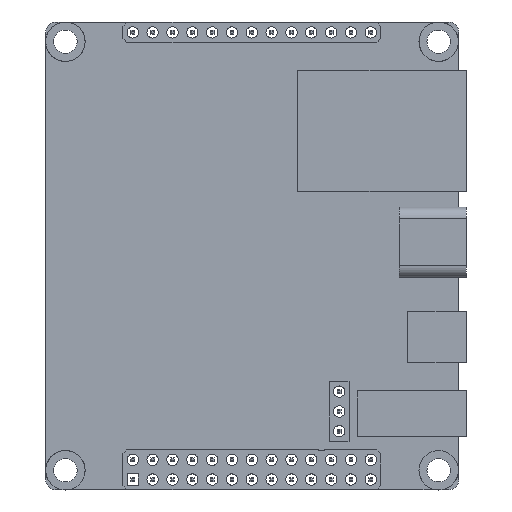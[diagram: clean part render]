
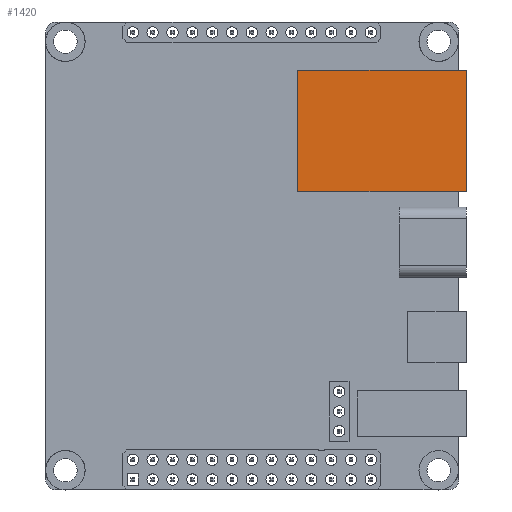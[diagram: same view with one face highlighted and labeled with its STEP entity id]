
A CAD part, top view. The second image highlights one B-rep face of the part: STEP entity #1420.
In plain terms, the highlighted planar face has unit normal (0, 0, 1).
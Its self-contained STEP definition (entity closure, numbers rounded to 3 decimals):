
#683=FACE_OUTER_BOUND('',#6159,.T.);
#1420=ADVANCED_FACE('',(#683),#2145,.T.);
#2145=PLANE('',#13147);
#2854=LINE('',#17700,#4234);
#2855=LINE('',#17703,#4235);
#2856=LINE('',#17705,#4236);
#2857=LINE('',#17707,#4237);
#4234=VECTOR('',#14399,1.);
#4235=VECTOR('',#14400,1.);
#4236=VECTOR('',#14401,1.);
#4237=VECTOR('',#14402,1.);
#6159=EDGE_LOOP('',(#7324,#7325,#7326,#7327));
#7324=ORIENTED_EDGE('',*,*,#11326,.T.);
#7325=ORIENTED_EDGE('',*,*,#11327,.T.);
#7326=ORIENTED_EDGE('',*,*,#11328,.T.);
#7327=ORIENTED_EDGE('',*,*,#11329,.T.);
#10298=VERTEX_POINT('',#17701);
#10299=VERTEX_POINT('',#17702);
#10300=VERTEX_POINT('',#17704);
#10301=VERTEX_POINT('',#17706);
#11326=EDGE_CURVE('',#10298,#10299,#2854,.T.);
#11327=EDGE_CURVE('',#10299,#10300,#2855,.T.);
#11328=EDGE_CURVE('',#10300,#10301,#2856,.T.);
#11329=EDGE_CURVE('',#10301,#10298,#2857,.T.);
#13147=AXIS2_PLACEMENT_3D('',#17708,#14403,#14404);
#14399=DIRECTION('',(0.,-1.,0.));
#14400=DIRECTION('',(1.,0.,0.));
#14401=DIRECTION('',(0.,1.,0.));
#14402=DIRECTION('',(-1.,0.,0.));
#14403=DIRECTION('',(0.,0.,1.));
#14404=DIRECTION('',(1.,0.,0.));
#17700=CARTESIAN_POINT('',(15.285,6.551,14.5));
#17701=CARTESIAN_POINT('',(15.285,14.298,14.5));
#17702=CARTESIAN_POINT('',(15.285,-1.196,14.5));
#17703=CARTESIAN_POINT('',(26.08,-1.196,14.5));
#17704=CARTESIAN_POINT('',(36.875,-1.196,14.5));
#17705=CARTESIAN_POINT('',(36.875,6.551,14.5));
#17706=CARTESIAN_POINT('',(36.875,14.298,14.5));
#17707=CARTESIAN_POINT('',(26.08,14.298,14.5));
#17708=CARTESIAN_POINT('',(26.08,6.551,14.5));
